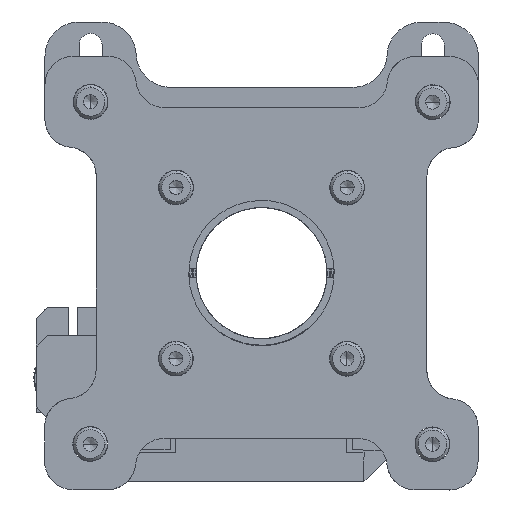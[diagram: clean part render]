
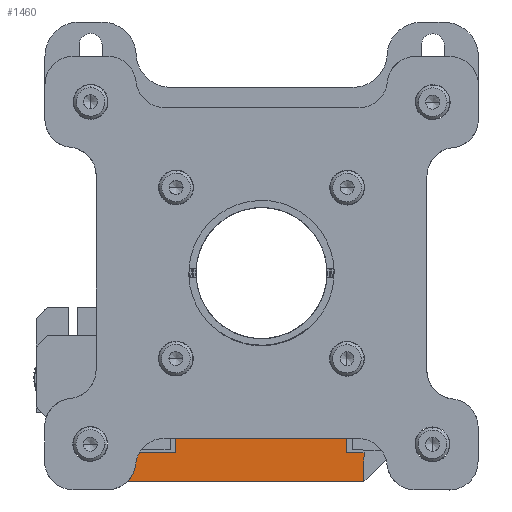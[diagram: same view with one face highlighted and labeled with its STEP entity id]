
A CAD part, left-side view. The second image highlights one B-rep face of the part: STEP entity #1460.
In plain terms, the highlighted planar face has unit normal (-1, 0, 0).
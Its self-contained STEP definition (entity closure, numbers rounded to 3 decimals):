
#178=FACE_BOUND('',#13069,.T.);
#179=FACE_BOUND('',#13070,.T.);
#1460=ADVANCED_FACE('',(#7193,#178,#179),#96898,.T.);
#7193=FACE_OUTER_BOUND('',#13068,.T.);
#13068=EDGE_LOOP('',(#23699,#23700,#23701,#23702,#23703,#23704,#23705,#23706));
#13069=EDGE_LOOP('',(#23707,#23708));
#13070=EDGE_LOOP('',(#23709,#23710));
#23699=ORIENTED_EDGE('',*,*,#54051,.T.);
#23700=ORIENTED_EDGE('',*,*,#53992,.F.);
#23701=ORIENTED_EDGE('',*,*,#54425,.T.);
#23702=ORIENTED_EDGE('',*,*,#54426,.T.);
#23703=ORIENTED_EDGE('',*,*,#54408,.F.);
#23704=ORIENTED_EDGE('',*,*,#54427,.T.);
#23705=ORIENTED_EDGE('',*,*,#54428,.T.);
#23706=ORIENTED_EDGE('',*,*,#53982,.F.);
#23707=ORIENTED_EDGE('',*,*,#54431,.T.);
#23708=ORIENTED_EDGE('',*,*,#56035,.T.);
#23709=ORIENTED_EDGE('',*,*,#54429,.T.);
#23710=ORIENTED_EDGE('',*,*,#56032,.T.);
#53982=EDGE_CURVE('',#86798,#86799,#70058,.T.);
#53992=EDGE_CURVE('',#86808,#86809,#70068,.T.);
#54051=EDGE_CURVE('',#86798,#86809,#70109,.T.);
#54408=EDGE_CURVE('',#87124,#87125,#70384,.T.);
#54425=EDGE_CURVE('',#86808,#87144,#70397,.T.);
#54426=EDGE_CURVE('',#87144,#87125,#70398,.T.);
#54427=EDGE_CURVE('',#87124,#87145,#70399,.T.);
#54428=EDGE_CURVE('',#87145,#86799,#70400,.T.);
#54429=EDGE_CURVE('',#87147,#88138,#83125,.T.);
#54431=EDGE_CURVE('',#87146,#88140,#83126,.T.);
#56032=EDGE_CURVE('',#88138,#87147,#83615,.T.);
#56035=EDGE_CURVE('',#88140,#87146,#83617,.T.);
#70058=B_SPLINE_CURVE_WITH_KNOTS('',1,(#139214,#139215),.UNSPECIFIED.,.F.,
 .F.,(2,2),(0.,9.5),.UNSPECIFIED.);
#70068=B_SPLINE_CURVE_WITH_KNOTS('',1,(#139234,#139235),.UNSPECIFIED.,.F.,
 .F.,(2,2),(0.,9.5),.UNSPECIFIED.);
#70109=B_SPLINE_CURVE_WITH_KNOTS('',1,(#139490,#139491),.UNSPECIFIED.,.F.,
 .F.,(2,2),(-30.,0.),.UNSPECIFIED.);
#70384=B_SPLINE_CURVE_WITH_KNOTS('',1,(#140505,#140506),.UNSPECIFIED.,.F.,
 .F.,(2,2),(0.,41.5),.UNSPECIFIED.);
#70397=B_SPLINE_CURVE_WITH_KNOTS('',1,(#140551,#140552),.UNSPECIFIED.,.F.,
 .F.,(2,2),(0.,8.5),.UNSPECIFIED.);
#70398=B_SPLINE_CURVE_WITH_KNOTS('',1,(#140553,#140554),.UNSPECIFIED.,.F.,
 .F.,(2,2),(0.,5.),.UNSPECIFIED.);
#70399=B_SPLINE_CURVE_WITH_KNOTS('',1,(#140555,#140556),.UNSPECIFIED.,.F.,
 .F.,(2,2),(0.,5.),.UNSPECIFIED.);
#70400=B_SPLINE_CURVE_WITH_KNOTS('',1,(#140557,#140558),.UNSPECIFIED.,.F.,
 .F.,(2,2),(0.,3.),.UNSPECIFIED.);
#83125=(
BOUNDED_CURVE()
B_SPLINE_CURVE(2,(#140559,#140560,#140561,#140562,#140563),
 .UNSPECIFIED.,.F.,.F.)
B_SPLINE_CURVE_WITH_KNOTS((3,2,3),(-9.425,-7.069,
-4.712),.UNSPECIFIED.)
CURVE()
GEOMETRIC_REPRESENTATION_ITEM()
RATIONAL_B_SPLINE_CURVE((1.,0.707,1.,0.707,1.))
REPRESENTATION_ITEM('')
);
#83126=(
BOUNDED_CURVE()
B_SPLINE_CURVE(2,(#140566,#140567,#140568,#140569,#140570),
 .UNSPECIFIED.,.F.,.F.)
B_SPLINE_CURVE_WITH_KNOTS((3,2,3),(-9.425,-7.069,-4.712),
 .UNSPECIFIED.)
CURVE()
GEOMETRIC_REPRESENTATION_ITEM()
RATIONAL_B_SPLINE_CURVE((1.,0.707,1.,0.707,1.))
REPRESENTATION_ITEM('')
);
#83615=(
BOUNDED_CURVE()
B_SPLINE_CURVE(2,(#152853,#152854,#152855,#152856,#152857),
 .UNSPECIFIED.,.F.,.F.)
B_SPLINE_CURVE_WITH_KNOTS((3,2,3),(-4.712,-2.356,0.),
 .UNSPECIFIED.)
CURVE()
GEOMETRIC_REPRESENTATION_ITEM()
RATIONAL_B_SPLINE_CURVE((1.,0.707,1.,0.707,1.))
REPRESENTATION_ITEM('')
);
#83617=(
BOUNDED_CURVE()
B_SPLINE_CURVE(2,(#152865,#152866,#152867,#152868,#152869),
 .UNSPECIFIED.,.F.,.F.)
B_SPLINE_CURVE_WITH_KNOTS((3,2,3),(-4.712,-2.356,
0.),.UNSPECIFIED.)
CURVE()
GEOMETRIC_REPRESENTATION_ITEM()
RATIONAL_B_SPLINE_CURVE((1.,0.707,1.,0.707,1.))
REPRESENTATION_ITEM('')
);
#86798=VERTEX_POINT('',#137792);
#86799=VERTEX_POINT('',#137793);
#86808=VERTEX_POINT('',#137802);
#86809=VERTEX_POINT('',#137803);
#87124=VERTEX_POINT('',#138118);
#87125=VERTEX_POINT('',#138119);
#87144=VERTEX_POINT('',#138138);
#87145=VERTEX_POINT('',#138139);
#87146=VERTEX_POINT('',#138140);
#87147=VERTEX_POINT('',#138141);
#88138=VERTEX_POINT('',#139132);
#88140=VERTEX_POINT('',#139134);
#96898=PLANE('',#102406);
#102406=AXIS2_PLACEMENT_3D('',#123907,#107461,$);
#107461=DIRECTION('',(-1.,0.,0.));
#123907=CARTESIAN_POINT('',(2.288,26.853,-1.573));
#137792=CARTESIAN_POINT('',(2.288,-15.946,14.503));
#137793=CARTESIAN_POINT('',(2.288,-15.937,5.003));
#137802=CARTESIAN_POINT('',(2.288,14.063,5.029));
#137803=CARTESIAN_POINT('',(2.288,14.054,14.529));
#138118=CARTESIAN_POINT('',(2.288,-18.933,0.));
#138119=CARTESIAN_POINT('',(2.288,22.567,0.037));
#138138=CARTESIAN_POINT('',(2.288,22.563,5.037));
#138139=CARTESIAN_POINT('',(2.288,-18.937,5.));
#138140=CARTESIAN_POINT('',(2.288,-11.442,10.007));
#138141=CARTESIAN_POINT('',(2.288,6.558,10.023));
#139132=CARTESIAN_POINT('',(2.288,9.558,10.025));
#139134=CARTESIAN_POINT('',(2.288,-8.442,10.009));
#139214=CARTESIAN_POINT('',(2.288,-15.946,14.503));
#139215=CARTESIAN_POINT('',(2.288,-15.937,5.003));
#139234=CARTESIAN_POINT('',(2.288,14.063,5.029));
#139235=CARTESIAN_POINT('',(2.288,14.054,14.529));
#139490=CARTESIAN_POINT('',(2.288,-15.946,14.503));
#139491=CARTESIAN_POINT('',(2.288,14.054,14.529));
#140505=CARTESIAN_POINT('',(2.288,-18.933,0.));
#140506=CARTESIAN_POINT('',(2.288,22.567,0.037));
#140551=CARTESIAN_POINT('',(2.288,14.063,5.029));
#140552=CARTESIAN_POINT('',(2.288,22.563,5.037));
#140553=CARTESIAN_POINT('',(2.288,22.563,5.037));
#140554=CARTESIAN_POINT('',(2.288,22.567,0.037));
#140555=CARTESIAN_POINT('',(2.288,-18.933,0.));
#140556=CARTESIAN_POINT('',(2.288,-18.937,5.));
#140557=CARTESIAN_POINT('',(2.288,-18.937,5.));
#140558=CARTESIAN_POINT('',(2.288,-15.937,5.003));
#140559=CARTESIAN_POINT('',(2.288,6.558,10.023));
#140560=CARTESIAN_POINT('',(2.288,6.56,8.523));
#140561=CARTESIAN_POINT('',(2.288,8.06,8.524));
#140562=CARTESIAN_POINT('',(2.288,9.56,8.525));
#140563=CARTESIAN_POINT('',(2.288,9.558,10.025));
#140566=CARTESIAN_POINT('',(2.288,-11.442,10.007));
#140567=CARTESIAN_POINT('',(2.288,-11.44,8.507));
#140568=CARTESIAN_POINT('',(2.288,-9.94,8.508));
#140569=CARTESIAN_POINT('',(2.288,-8.44,8.509));
#140570=CARTESIAN_POINT('',(2.288,-8.442,10.009));
#152853=CARTESIAN_POINT('',(2.288,9.558,10.025));
#152854=CARTESIAN_POINT('',(2.288,9.557,11.525));
#152855=CARTESIAN_POINT('',(2.288,8.057,11.524));
#152856=CARTESIAN_POINT('',(2.288,6.557,11.523));
#152857=CARTESIAN_POINT('',(2.288,6.558,10.023));
#152865=CARTESIAN_POINT('',(2.288,-8.442,10.009));
#152866=CARTESIAN_POINT('',(2.288,-8.443,11.509));
#152867=CARTESIAN_POINT('',(2.288,-9.943,11.508));
#152868=CARTESIAN_POINT('',(2.288,-11.443,11.507));
#152869=CARTESIAN_POINT('',(2.288,-11.442,10.007));
